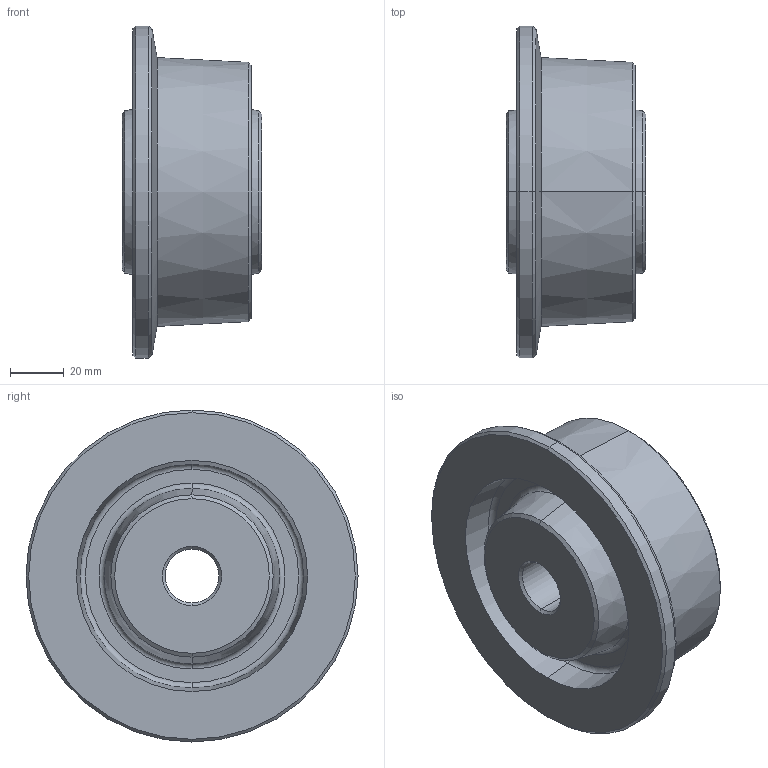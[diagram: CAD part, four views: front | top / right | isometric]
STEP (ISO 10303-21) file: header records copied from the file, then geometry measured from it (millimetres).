
FILE_DESCRIPTION (( 'STEP AP214' ), '1' );
FILE_NAME ('0023922_SPG-100-44-52-G20_(-02).step', '2019-02-06T08:41:32', ( '' ), ( '' ), 'SwSTEP 2.0', 'SolidWorks 2018', '' );
FILE_SCHEMA (( 'AUTOMOTIVE_DESIGN' ));
Length unit declared in the file: millimetre
Products named in the file (1): 0023922_SPG-100-44-52-G20_(-02)
Bounding box: 52 x 123.5 x 123.5 mm (x, y, z)
Volume: 314218.5 mm3; surface area: 49493.7 mm2
Topology: 1 solids, 1 shells, 44 faces, 88 edges, 50 vertices
Faces by surface type: cone 26, torus 8, plane 6, cylinder 4
Entity records: 1202 total; most frequent: DIRECTION 236, CARTESIAN_POINT 183, ORIENTED_EDGE 176, AXIS2_PLACEMENT_3D 103, EDGE_CURVE 88, CIRCLE 58, EDGE_LOOP 50, VERTEX_POINT 50
